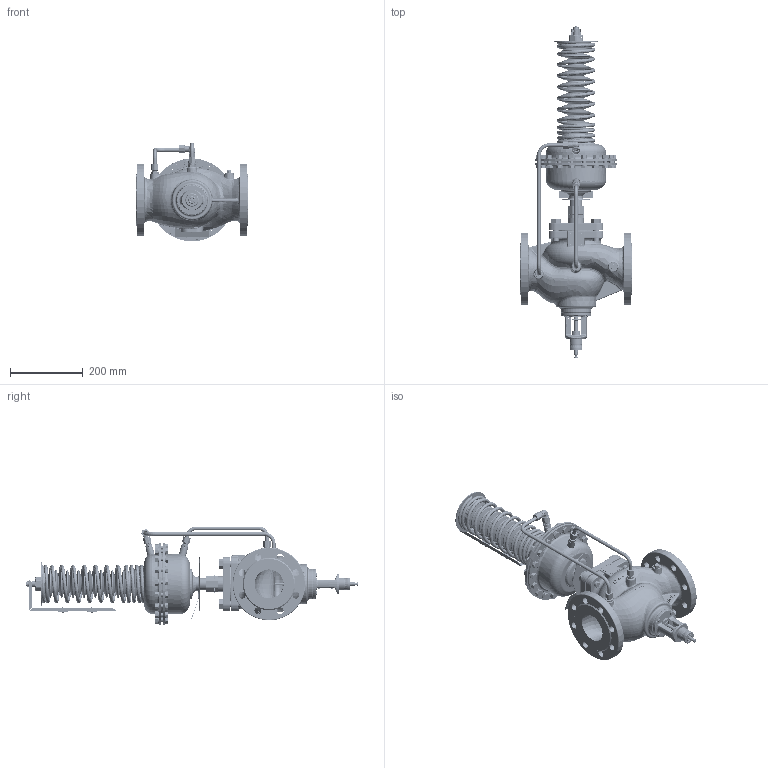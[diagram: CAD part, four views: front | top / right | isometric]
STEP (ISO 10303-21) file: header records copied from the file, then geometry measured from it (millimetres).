
FILE_DESCRIPTION((''),'2;1');
FILE_NAME('003G5581_AFQMP2_PN40_DN80_ASM','2022-04-04T11:58:44',('U369265'),(''),'CREO PARAMETRIC BY PTC INC, 2020342','CREO PARAMETRIC BY PTC INC, 2020342','');
FILE_SCHEMA(('CONFIG_CONTROL_DESIGN'));
Length unit declared in the file: millimetre
Products named in the file (97): 88650640_VALVE_B_VFQM_DN80_PN40; 88650850_VALVE_C_VFG_DN80_PN40_; 88651330_SPINDLE_CV_DN65-80_1_1; 88652280_STUFFING_BOX_DN65_80_2; 54790650_BUSH_12X14X10_1_1_2; 5184024_1_1; 88651200_YOKE_BODY_DN65_100_1_1; HEX_SCREW_DIN933_M06X18_1_1_2_5; 88652260_SETT_SCREW_DN65-100__1; 88652710_FLOW_SCALE_DN80_1; 88652800_POINTER_VFQM_1_1_2_3_5; 51817881_SCREW_SF_M3X5_1_1_2__5; 54540510_1_1_2_3_4_5; 188610240_1_1_2_3_4_5; WALTER_CONNECTION_1_1_2_3_4_5; WALTER_PROFILE_RING_1_1_2_3_4_5; WALTER_CONNECTION_NUT_1_1_2_3_5; 8863078_ASM_1_1_2_3_4_5_ASM; 88653290_VFQM_DN80_PN40_ASM_1_ASM; 88670090_HOUSING160_PN40_MINU_2; 88673400_TUBE_FI38X10X62_MINU_5; 88671680_PRESSURE_CONNEC-163629; WELD_PRESS_CON_6MM_1_1_2_3_4_5; WELD_160_6MM_INST_AF0_1_1_2; WELD_160_6MM_2_INST_AF0_1_1_2; 88671490_COVER160_PN40_MINUS__2_ASM; 88670080_HOUSING160_PN40_PLUS_2; 88673410_TUBE_FI38X10X33_AF1__2; 88671680_PRESSURE_CONNEC-177411; WELD_PRESS_CON_6MM_AF1_1_1_2; WELD_160_6MM_INST_1_1_2; WELD_160_6MM_2_INST_1_1_2; 88671480_COVER160_PN40_PLUS_A_2_ASM; 88670600_CONNECTING_NUT_G1_1__5; 88671040_SETTING_SPINDLE_PA_1_5; 5221571_1_1_2_3_4_5; 88670800_SETTING_NUT_IPA_1_1__5; 5521168_1_1_2_3_4_5_6_7_8_9_1_1; 5521168_1_1_2_3_4_5_6_7_8_9_1_2; 5521168_1_1_2_3_4_5_6_7_8_9_1_3 ...
Assembly tree (182 placements, depth 6):
  003G5581_AFQMP2_PN40_DN80_ASM
    003G5581_AFQMP2_PN40_DN80_ASM_1_ASM
      88653290_VFQM_DN80_PN40_ASM_1_ASM
        88650640_VALVE_B_VFQM_DN80_PN40
        88650850_VALVE_C_VFG_DN80_PN40_
        88651330_SPINDLE_CV_DN65-80_1_1
        88652280_STUFFING_BOX_DN65_80_2
        54790650_BUSH_12X14X10_1_1_2
        5184024_1_1  x4
        88651200_YOKE_BODY_DN65_100_1_1
        HEX_SCREW_DIN933_M06X18_1_1_2_5  x4
        88652260_SETT_SCREW_DN65-100__1
        88652710_FLOW_SCALE_DN80_1
        88652800_POINTER_VFQM_1_1_2_3_5
        51817881_SCREW_SF_M3X5_1_1_2__5  x2
        54540510_1_1_2_3_4_5  x3
        188610240_1_1_2_3_4_5
        8863078_ASM_1_1_2_3_4_5_ASM  x2
          WALTER_CONNECTION_1_1_2_3_4_5
          WALTER_PROFILE_RING_1_1_2_3_4_5
          WALTER_CONNECTION_NUT_1_1_2_3_5
      003G5622_AFP2_PN40_160CM2_BLU_2_ASM
        88671490_COVER160_PN40_MINUS__2_ASM
          88670090_HOUSING160_PN40_MINU_2
          88673400_TUBE_FI38X10X62_MINU_5
          88671680_PRESSURE_CONNEC-163629
          WELD_PRESS_CON_6MM_1_1_2_3_4_5
          WELD_160_6MM_INST_AF0_1_1_2
          WELD_160_6MM_2_INST_AF0_1_1_2
        88671480_COVER160_PN40_PLUS_A_2_ASM
          88670080_HOUSING160_PN40_PLUS_2
          88673410_TUBE_FI38X10X33_AF1__2
          88671680_PRESSURE_CONNEC-177411
          WELD_PRESS_CON_6MM_AF1_1_1_2
          WELD_160_6MM_INST_1_1_2
          WELD_160_6MM_2_INST_1_1_2
        88670600_CONNECTING_NUT_G1_1__5
        88671040_SETTING_SPINDLE_PA_1_5
        5221571_1_1_2_3_4_5
        88670800_SETTING_NUT_IPA_1_1__5
        5521168_1_1_2_3_4_5_6_7_8_9_10_ASM
          5521168_1_1_2_3_4_5_6_7_8_9_1_1
          5521168_1_1_2_3_4_5_6_7_8_9_1_2
          5521168_1_1_2_3_4_5_6_7_8_9_1_3
          5521168_1_1_2_3_4_5_6_7_8_9_1_4
          5521168_1_1_2_3_4_5_6_7_8_9_1_5
          5521168_1_1_2_3_4_5_6_7_8_9_1_6
          5521168_1_1_2_3_4_5_6_7_8_9_1_7
          5521168_1_1_2_3_4_5_6_7_8_9_1_8
          5521168_1_1_2_3_4_5_6_7_8_9_1_9
          5521168_1_1_2_3_4_5_6_7_8_9__10
          5521168_1_1_2_3_4_5_6_7_8_9__11
          5521168_1_1_2_3_4_5_6_7_8_9__12
          5521168_1_1_2_3_4_5_6_7_8_9__13
          5521168_1_1_2_3_4_5_6_7_8_9__14
          5521168_1_1_2_3_4_5_6_7_8_9__15
          5521168_1_1_2_3_4_5_6_7_8_9__16
          5521168_1_1_2_3_4_5_6_7_8_9__17
          5521168_1_1_2_3_4_5_6_7_8_9__18
        88670300_SPRING_HOLDER_PA_1_1_5
Bounding box: 310 x 912.7 x 271.9 mm (x, y, z)
Volume: 5521493.3 mm3; surface area: 1596401.9 mm2
Topology: 176 solids, 176 shells, 7122 faces, 18347 edges, 11662 vertices
Faces by surface type: plane 2907, cylinder 1550, cone 1302, torus 636, bspline 535, sphere 100, extrusion 92
Entity records: 245930 total; most frequent: CARTESIAN_POINT 114786, ORIENTED_EDGE 28088, DIRECTION 25854, EDGE_CURVE 14044, AXIS2_PLACEMENT_3D 9820, VERTEX_POINT 9074, VECTOR 6214, LINE 6122
